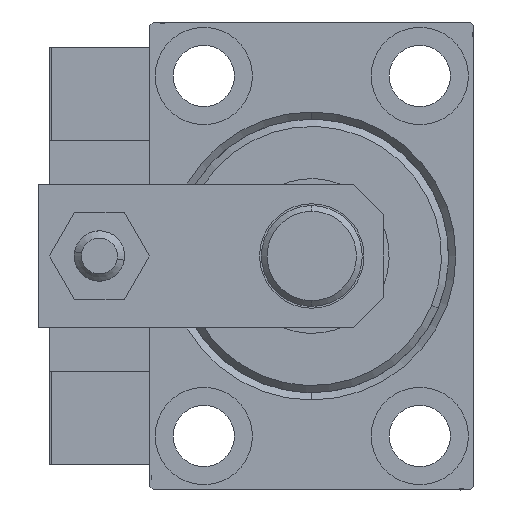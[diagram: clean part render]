
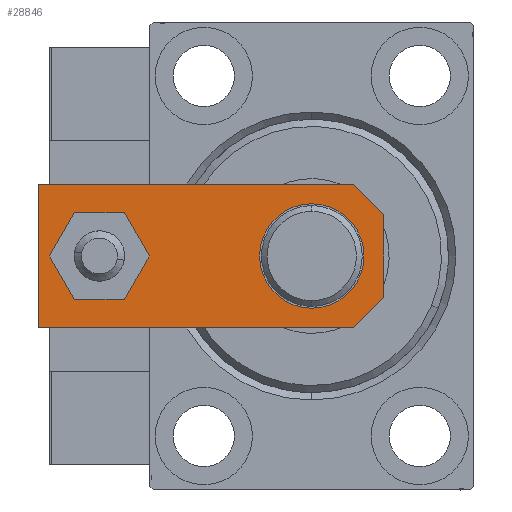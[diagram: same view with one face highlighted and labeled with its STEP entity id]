
A CAD part, left-side view. The second image highlights one B-rep face of the part: STEP entity #28846.
In plain terms, the highlighted face is planar.
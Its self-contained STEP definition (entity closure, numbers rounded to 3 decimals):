
#87 = CARTESIAN_POINT ( 'NONE',  ( 5.76, 0., 6. ) ) ;
#1695 = EDGE_CURVE ( 'NONE', #15275, #17633, #8583, .T. ) ;
#1750 = CARTESIAN_POINT ( 'NONE',  ( 7.25, 10., 6. ) ) ;
#2670 = CARTESIAN_POINT ( 'NONE',  ( 10., 48., 6. ) ) ;
#4658 = VERTEX_POINT ( 'NONE', #1750 ) ;
#5358 = VECTOR ( 'NONE', #20686, 1000. ) ;
#5825 = EDGE_CURVE ( 'NONE', #13791, #34821, #11858, .T. ) ;
#6548 = VECTOR ( 'NONE', #19612, 1000. ) ;
#7427 = CARTESIAN_POINT ( 'NONE',  ( 10., 4.24, 6. ) ) ;
#7520 = LINE ( 'NONE', #19411, #15732 ) ;
#8048 = VECTOR ( 'NONE', #47283, 1000. ) ;
#8583 = LINE ( 'NONE', #29411, #8048 ) ;
#8588 = ORIENTED_EDGE ( 'NONE', *, *, #23263, .T. ) ;
#8874 = EDGE_CURVE ( 'NONE', #34494, #4658, #35500, .T. ) ;
#9763 = EDGE_CURVE ( 'NONE', #34821, #25370, #37099, .T. ) ;
#11602 = AXIS2_PLACEMENT_3D ( 'NONE', #34809, #35061, #50030 ) ;
#11727 = EDGE_CURVE ( 'NONE', #4658, #34494, #23968, .T. ) ;
#11858 = LINE ( 'NONE', #12877, #6548 ) ;
#11900 = CARTESIAN_POINT ( 'NONE',  ( -4., 39.5, 6. ) ) ;
#12328 = EDGE_CURVE ( 'NONE', #25370, #15275, #7520, .T. ) ;
#12720 = AXIS2_PLACEMENT_3D ( 'NONE', #12788, #16158, #43232 ) ;
#12788 = CARTESIAN_POINT ( 'NONE',  ( 0., 39.5, 6. ) ) ;
#12877 = CARTESIAN_POINT ( 'NONE',  ( -10., 0., 6. ) ) ;
#13052 = DIRECTION ( 'NONE',  ( 0., 0., 1. ) ) ;
#13791 = VERTEX_POINT ( 'NONE', #15676 ) ;
#15275 = VERTEX_POINT ( 'NONE', #2670 ) ;
#15572 = VERTEX_POINT ( 'NONE', #46719 ) ;
#15676 = CARTESIAN_POINT ( 'NONE',  ( -5.76, 0., 6. ) ) ;
#15732 = VECTOR ( 'NONE', #31000, 1000. ) ;
#16158 = DIRECTION ( 'NONE',  ( 0., 0., 1. ) ) ;
#16265 = AXIS2_PLACEMENT_3D ( 'NONE', #40100, #40355, #17158 ) ;
#16344 = VERTEX_POINT ( 'NONE', #11900 ) ;
#16684 = DIRECTION ( 'NONE',  ( 1., 0., 0. ) ) ;
#17158 = DIRECTION ( 'NONE',  ( 1., 0., 0. ) ) ;
#17251 = DIRECTION ( 'NONE',  ( 0.707, 0.707, 0. ) ) ;
#17633 = VERTEX_POINT ( 'NONE', #51017 ) ;
#17988 = CARTESIAN_POINT ( 'NONE',  ( -10., 48., 6. ) ) ;
#19411 = CARTESIAN_POINT ( 'NONE',  ( 10., 0., 6. ) ) ;
#19612 = DIRECTION ( 'NONE',  ( 1., 0., 0. ) ) ;
#19709 = EDGE_LOOP ( 'NONE', ( #42393, #45262 ) ) ;
#20352 = ORIENTED_EDGE ( 'NONE', *, *, #5825, .T. ) ;
#20686 = DIRECTION ( 'NONE',  ( 0.707, -0.707, 0. ) ) ;
#20858 = CARTESIAN_POINT ( 'NONE',  ( 2.88, -2.88, 6. ) ) ;
#20994 = VECTOR ( 'NONE', #33703, 1000. ) ;
#22176 = EDGE_CURVE ( 'NONE', #17633, #15572, #37574, .T. ) ;
#23062 = FACE_OUTER_BOUND ( 'NONE', #23460, .T. ) ;
#23263 = EDGE_CURVE ( 'NONE', #15572, #13791, #36162, .T. ) ;
#23460 = EDGE_LOOP ( 'NONE', ( #34615, #8588, #20352, #46653, #32508, #27077 ) ) ;
#23968 = CIRCLE ( 'NONE', #28911, 7.25 ) ;
#24661 = VERTEX_POINT ( 'NONE', #43271 ) ;
#25370 = VERTEX_POINT ( 'NONE', #7427 ) ;
#27077 = ORIENTED_EDGE ( 'NONE', *, *, #1695, .T. ) ;
#27698 = EDGE_CURVE ( 'NONE', #16344, #24661, #32500, .T. ) ;
#28846 = ADVANCED_FACE ( 'NONE', ( #31041, #23062, #39042 ), #43417, .T. ) ;
#28911 = AXIS2_PLACEMENT_3D ( 'NONE', #36789, #13052, #16684 ) ;
#29411 = CARTESIAN_POINT ( 'NONE',  ( 10., 48., 6. ) ) ;
#31000 = DIRECTION ( 'NONE',  ( 0., 1., 0. ) ) ;
#31041 = FACE_BOUND ( 'NONE', #19709, .T. ) ;
#31044 = CIRCLE ( 'NONE', #16265, 4. ) ;
#32024 = CARTESIAN_POINT ( 'NONE',  ( -2.88, -2.88, 6. ) ) ;
#32500 = CIRCLE ( 'NONE', #12720, 4. ) ;
#32508 = ORIENTED_EDGE ( 'NONE', *, *, #12328, .T. ) ;
#33703 = DIRECTION ( 'NONE',  ( 0., -1., 0. ) ) ;
#34494 = VERTEX_POINT ( 'NONE', #43605 ) ;
#34615 = ORIENTED_EDGE ( 'NONE', *, *, #22176, .T. ) ;
#34809 = CARTESIAN_POINT ( 'NONE',  ( 0., 10., 6. ) ) ;
#34821 = VERTEX_POINT ( 'NONE', #87 ) ;
#34874 = EDGE_CURVE ( 'NONE', #24661, #16344, #31044, .T. ) ;
#35061 = DIRECTION ( 'NONE',  ( 0., 0., 1. ) ) ;
#35500 = CIRCLE ( 'NONE', #11602, 7.25 ) ;
#36162 = LINE ( 'NONE', #32024, #5358 ) ;
#36789 = CARTESIAN_POINT ( 'NONE',  ( 0., 10., 6. ) ) ;
#36899 = ORIENTED_EDGE ( 'NONE', *, *, #8874, .F. ) ;
#37099 = LINE ( 'NONE', #20858, #46240 ) ;
#37574 = LINE ( 'NONE', #17988, #20994 ) ;
#39042 = FACE_BOUND ( 'NONE', #49971, .T. ) ;
#39297 = DIRECTION ( 'NONE',  ( 0., 0., 1. ) ) ;
#40100 = CARTESIAN_POINT ( 'NONE',  ( 0., 39.5, 6. ) ) ;
#40355 = DIRECTION ( 'NONE',  ( 0., 0., 1. ) ) ;
#42393 = ORIENTED_EDGE ( 'NONE', *, *, #27698, .F. ) ;
#42653 = DIRECTION ( 'NONE',  ( 1., 0., 0. ) ) ;
#43232 = DIRECTION ( 'NONE',  ( 1., 0., 0. ) ) ;
#43271 = CARTESIAN_POINT ( 'NONE',  ( 4., 39.5, 6. ) ) ;
#43417 = PLANE ( 'NONE',  #46510 ) ;
#43605 = CARTESIAN_POINT ( 'NONE',  ( -7.25, 10., 6. ) ) ;
#44070 = ORIENTED_EDGE ( 'NONE', *, *, #11727, .F. ) ;
#45262 = ORIENTED_EDGE ( 'NONE', *, *, #34874, .F. ) ;
#46240 = VECTOR ( 'NONE', #17251, 1000. ) ;
#46510 = AXIS2_PLACEMENT_3D ( 'NONE', #47802, #39297, #42653 ) ;
#46653 = ORIENTED_EDGE ( 'NONE', *, *, #9763, .T. ) ;
#46719 = CARTESIAN_POINT ( 'NONE',  ( -10., 4.24, 6. ) ) ;
#47283 = DIRECTION ( 'NONE',  ( -1., 0., 0. ) ) ;
#47802 = CARTESIAN_POINT ( 'NONE',  ( 0., 0., 6. ) ) ;
#49971 = EDGE_LOOP ( 'NONE', ( #36899, #44070 ) ) ;
#50030 = DIRECTION ( 'NONE',  ( 1., 0., 0. ) ) ;
#51017 = CARTESIAN_POINT ( 'NONE',  ( -10., 48., 6. ) ) ;
